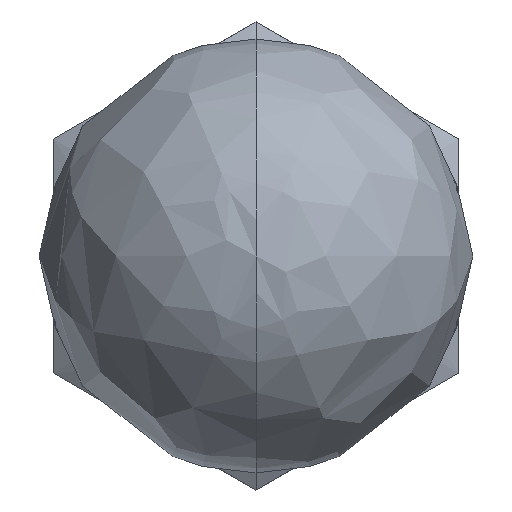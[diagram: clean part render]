
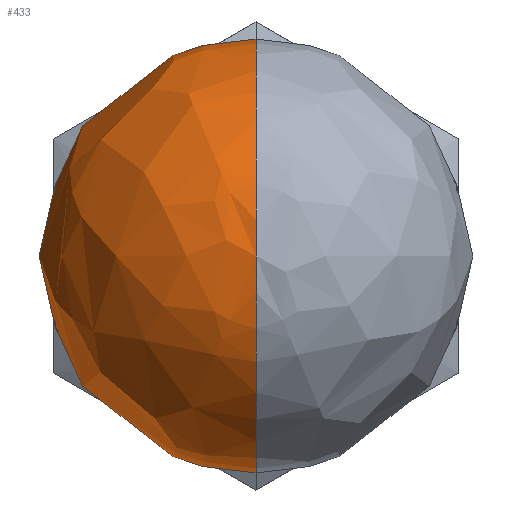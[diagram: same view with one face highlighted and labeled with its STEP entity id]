
A CAD part, front view. The second image highlights one B-rep face of the part: STEP entity #433.
In plain terms, the highlighted free-form (B-spline) face has degree [3, 3] with [4, 4] control points.
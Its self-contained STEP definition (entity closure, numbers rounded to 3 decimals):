
#3 = CARTESIAN_POINT ( 'NONE',  ( -12., 12., 6. ) ) ;
#8 = CARTESIAN_POINT ( 'NONE',  ( 0., 7.5, 0. ) ) ;
#18 = DIRECTION ( 'NONE',  ( 0., 0., 1. ) ) ;
#19 = AXIS2_PLACEMENT_3D ( 'NONE', #407, #420, #28 ) ;
#28 = DIRECTION ( 'NONE',  ( 0., -1., 0. ) ) ;
#52 = CARTESIAN_POINT ( 'NONE',  ( 0., 0., 7.082 ) ) ;
#57 = CARTESIAN_POINT ( 'NONE',  ( 0., 12., 6. ) ) ;
#102 = CARTESIAN_POINT ( 'NONE',  ( 0., 0., 0. ) ) ;
#106 = CARTESIAN_POINT ( 'NONE',  ( 0., 6.334, 10.249 ) ) ;
#131 = ORIENTED_EDGE ( 'NONE', *, *, #134, .F. ) ;
#134 = EDGE_CURVE ( 'NONE', #517, #261, #151, .T. ) ;
#136 = CARTESIAN_POINT ( 'NONE',  ( 0., 12., 6. ) ) ;
#151 = CIRCLE ( 'NONE', #488, 6. ) ;
#157 = CARTESIAN_POINT ( 'NONE',  ( 0., 6.334, -10.249 ) ) ;
#174 = CARTESIAN_POINT ( 'NONE',  ( 0., 0., 0. ) ) ;
#204 = CARTESIAN_POINT ( 'NONE',  ( -20.498, 6.334, 10.249 ) ) ;
#209 = CARTESIAN_POINT ( 'NONE',  ( -14.164, 0., 7.082 ) ) ;
#236 = ORIENTED_EDGE ( 'NONE', *, *, #647, .F. ) ;
#254 = CARTESIAN_POINT ( 'NONE',  ( 0., 12., -6. ) ) ;
#261 = VERTEX_POINT ( 'NONE', #136 ) ;
#273 = DIRECTION ( 'NONE',  ( 0., 1., 0. ) ) ;
#313 = CARTESIAN_POINT ( 'NONE',  ( -20.498, 6.334, -10.249 ) ) ;
#341 = CIRCLE ( 'NONE', #19, 7.5 ) ;
#365 = CARTESIAN_POINT ( 'NONE',  ( 0., 12., 0. ) ) ;
#367 = DIRECTION ( 'NONE',  ( 0., -1., 0. ) ) ;
#380 = AXIS2_PLACEMENT_3D ( 'NONE', #8, #418, #367 ) ;
#396 = CARTESIAN_POINT ( 'NONE',  ( 0., 12., -6. ) ) ;
#399 = CARTESIAN_POINT ( 'NONE',  ( 0., 0., -7.082 ) ) ;
#407 = CARTESIAN_POINT ( 'NONE',  ( 0., 7.5, 0. ) ) ;
#418 = DIRECTION ( 'NONE',  ( -1., 0., 0. ) ) ;
#420 = DIRECTION ( 'NONE',  ( 1., 0., 0. ) ) ;
#433 = ADVANCED_FACE ( 'NONE', ( #535 ), #632, .T. ) ;
#447 = ORIENTED_EDGE ( 'NONE', *, *, #598, .T. ) ;
#448 = CARTESIAN_POINT ( 'NONE',  ( 0., 0., 0. ) ) ;
#450 = CARTESIAN_POINT ( 'NONE',  ( -14.164, 0., -7.082 ) ) ;
#480 = CIRCLE ( 'NONE', #380, 7.5 ) ;
#486 = EDGE_LOOP ( 'NONE', ( #236, #447, #131 ) ) ;
#488 = AXIS2_PLACEMENT_3D ( 'NONE', #365, #273, #18 ) ;
#490 = CARTESIAN_POINT ( 'NONE',  ( 0., 0., 0. ) ) ;
#517 = VERTEX_POINT ( 'NONE', #396 ) ;
#535 = FACE_OUTER_BOUND ( 'NONE', #486, .T. ) ;
#549 = CARTESIAN_POINT ( 'NONE',  ( -12., 12., -6. ) ) ;
#562 = VERTEX_POINT ( 'NONE', #174 ) ;
#588 = CARTESIAN_POINT ( 'NONE',  ( 0., 0., 0. ) ) ;
#598 = EDGE_CURVE ( 'NONE', #562, #261, #480, .T. ) ;
#632 =( BOUNDED_SURFACE ( )  B_SPLINE_SURFACE ( 3, 3, ( 
 ( #102, #448, #490, #588 ),
 ( #52, #209, #450, #399 ),
 ( #106, #204, #313, #157 ),
 ( #57, #3, #549, #254 ) ),
 .UNSPECIFIED., .F., .F., .T. ) 
 B_SPLINE_SURFACE_WITH_KNOTS ( ( 4, 4 ),
 ( 4, 4 ),
 ( 0., 1. ),
 ( 0., 1. ),
 .UNSPECIFIED. ) 
 GEOMETRIC_REPRESENTATION_ITEM ( )  RATIONAL_B_SPLINE_SURFACE ( (
 ( 1., 0.333, 0.333, 1.),
 ( 0.631, 0.21, 0.21, 0.631),
 ( 0.631, 0.21, 0.21, 0.631),
 ( 1., 0.333, 0.333, 1.) ) ) 
 REPRESENTATION_ITEM ( '' )  SURFACE ( )  );
#647 = EDGE_CURVE ( 'NONE', #562, #517, #341, .T. ) ;
